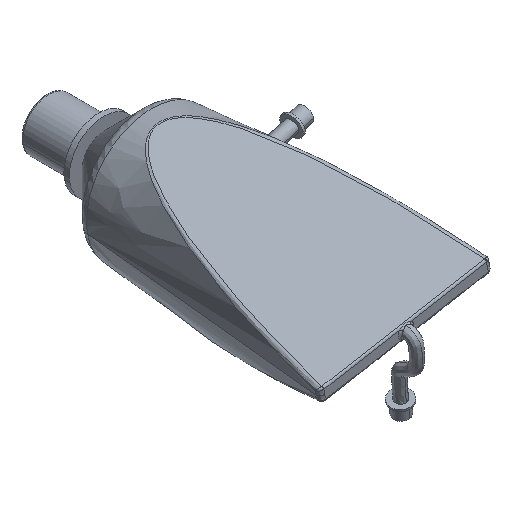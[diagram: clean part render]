
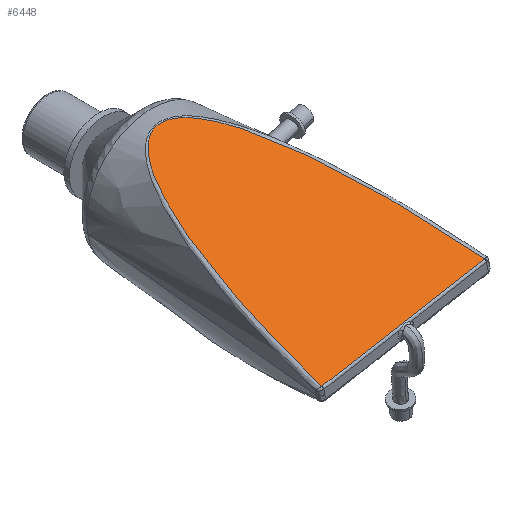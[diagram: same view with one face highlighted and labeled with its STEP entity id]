
A CAD part, isometric view. The second image highlights one B-rep face of the part: STEP entity #6448.
In plain terms, the highlighted free-form (B-spline) face has degree [1, 1] with [2, 2] control points.
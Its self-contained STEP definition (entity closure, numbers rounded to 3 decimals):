
#6448 = ADVANCED_FACE('',(#6449),#6485,.T.);
#6449 = FACE_BOUND('',#6450,.T.);
#6450 = EDGE_LOOP('',(#6451,#6460,#6469,#6478));
#6451 = ORIENTED_EDGE('',*,*,#6452,.T.);
#6452 = EDGE_CURVE('',#6453,#6455,#6457,.T.);
#6453 = VERTEX_POINT('',#6454);
#6454 = CARTESIAN_POINT('',(-25.152,15.002,
    3.467));
#6455 = VERTEX_POINT('',#6456);
#6456 = CARTESIAN_POINT('',(27.249,15.002,
    12.747));
#6457 = B_SPLINE_CURVE_WITH_KNOTS('',1,(#6458,#6459),.UNSPECIFIED.,.F.,
  .F.,(2,2),(-39.319,-1.068),.PIECEWISE_BEZIER_KNOTS.);
#6458 = CARTESIAN_POINT('',(-25.152,15.002,
    3.467));
#6459 = CARTESIAN_POINT('',(27.249,15.002,
    12.747));
#6460 = ORIENTED_EDGE('',*,*,#6461,.T.);
#6461 = EDGE_CURVE('',#6455,#6462,#6464,.T.);
#6462 = VERTEX_POINT('',#6463);
#6463 = CARTESIAN_POINT('',(27.324,15.006,
    12.762));
#6464 = B_SPLINE_CURVE_WITH_KNOTS('',3,(#6465,#6466,#6467,#6468),
  .UNSPECIFIED.,.F.,.F.,(4,4),(0.,0.),
  .PIECEWISE_BEZIER_KNOTS.);
#6465 = CARTESIAN_POINT('',(27.249,15.002,
    12.747));
#6466 = CARTESIAN_POINT('',(27.274,15.002,
    12.752));
#6467 = CARTESIAN_POINT('',(27.299,15.003,
    12.756));
#6468 = CARTESIAN_POINT('',(27.324,15.006,
    12.762));
#6469 = ORIENTED_EDGE('',*,*,#6470,.T.);
#6470 = EDGE_CURVE('',#6462,#6471,#6473,.T.);
#6471 = VERTEX_POINT('',#6472);
#6472 = CARTESIAN_POINT('',(-25.227,15.006,
    3.455));
#6473 = ( BOUNDED_CURVE() B_SPLINE_CURVE(3,(#6474,#6475,#6476,#6477),
.UNSPECIFIED.,.F.,.F.) B_SPLINE_CURVE_WITH_KNOTS((4,4),(1.954,
4.329),.PIECEWISE_BEZIER_KNOTS.) CURVE() 
GEOMETRIC_REPRESENTATION_ITEM() RATIONAL_B_SPLINE_CURVE((1.,
0.582,0.582,1.)) REPRESENTATION_ITEM('') );
#6474 = CARTESIAN_POINT('',(27.324,15.006,
    12.762));
#6475 = CARTESIAN_POINT('',(10.822,134.122,
    40.494));
#6476 = CARTESIAN_POINT('',(-19.252,134.122,
    35.168));
#6477 = CARTESIAN_POINT('',(-25.227,15.006,
    3.455));
#6478 = ORIENTED_EDGE('',*,*,#6479,.T.);
#6479 = EDGE_CURVE('',#6471,#6453,#6480,.T.);
#6480 = B_SPLINE_CURVE_WITH_KNOTS('',3,(#6481,#6482,#6483,#6484),
  .UNSPECIFIED.,.F.,.F.,(4,4),(0.,0.),
  .PIECEWISE_BEZIER_KNOTS.);
#6481 = CARTESIAN_POINT('',(-25.227,15.006,
    3.455));
#6482 = CARTESIAN_POINT('',(-25.202,15.003,
    3.459));
#6483 = CARTESIAN_POINT('',(-25.177,15.002,
    3.463));
#6484 = CARTESIAN_POINT('',(-25.152,15.002,
    3.467));
#6485 = B_SPLINE_SURFACE_WITH_KNOTS('',1,1,(
    (#6486,#6487)
    ,(#6488,#6489
    )),.UNSPECIFIED.,.F.,.F.,.F.,(2,2),(2,2),(0.389,
    88.718),(-79.181,-40.819),
  .PIECEWISE_BEZIER_KNOTS.);
#6486 = CARTESIAN_POINT('',(27.324,15.002,
    12.761));
#6487 = CARTESIAN_POINT('',(-25.227,15.002,
    3.454));
#6488 = CARTESIAN_POINT('',(22.06,134.122,
    42.484));
#6489 = CARTESIAN_POINT('',(-30.491,134.122,
    33.178));
